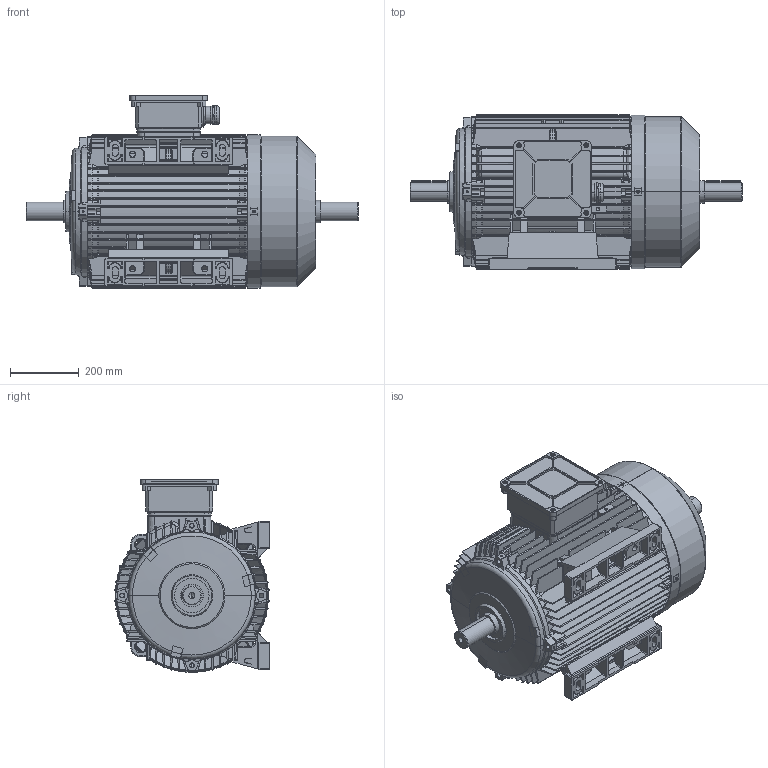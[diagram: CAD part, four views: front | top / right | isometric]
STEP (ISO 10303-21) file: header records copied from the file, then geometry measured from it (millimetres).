
FILE_DESCRIPTION (( 'STEP AP214' ), '1' );
FILE_NAME ('CA225 M-B3-IC411-2 POLES-TB RIGHT-DOUBLE SHAFT.STEP', '2024-09-23T08:53:00', ( '' ), ( '' ), 'SwSTEP 2.0', 'SolidWorks 2024', '' );
FILE_SCHEMA (( 'AUTOMOTIVE_DESIGN' ));
Length unit declared in the file: millimetre
Products named in the file (20): socket head cap screw_iso_ISO 4762 M6 x 25 --- 25C; Coperchio scatola morsetti 225T-250T; PRESSACAVO M50; Ventola 250T-7Pale-4Poli diam.380; Scudo serie 225M con fori encoder; Guarnizione scatola-motore 225-250T; parallel_din_Parallel key A16 x 10 x 100 DIN 6885; Albero 225M serie 2POLI ventilato; Carcassa 250T; Coperchietto interno d.140; Copriventola C250T; Piede 225M; Tappo M50; Scatola morsetti 225T-250T; chiodino targhetta d.3.2x6; Guarnizione scatola-coperchio 225T-250T; Targhetta motore_LAMIERA ALLUMINIO; Scudo serie 225M - rif. A27951_SENZA FORI COPERCHIETTO; Coprimorsettiera  225T-250T; CA225 M-B3-IC411-2 POLES-TB RIGHT-DOUBLE SHAFT
Assembly tree (25 placements, depth 3):
  CA225 M-B3-IC411-2 POLES-TB RIGHT-DOUBLE SHAFT
    Albero 225M serie 2POLI ventilato  x2
    parallel_din_Parallel key A16 x 10 x 100 DIN 6885  x2
    Coperchietto interno d.140
    Scudo serie 225M con fori encoder
    Scudo serie 225M - rif. A27951_SENZA FORI COPERCHIETTO
    Ventola 250T-7Pale-4Poli diam.380
    Copriventola C250T
    Targhetta motore_LAMIERA ALLUMINIO
    chiodino targhetta d.3.2x6
    Piede 225M  x2
    Coprimorsettiera  225T-250T
      Scatola morsetti 225T-250T
      Guarnizione scatola-coperchio 225T-250T
      Guarnizione scatola-motore 225-250T
      Coperchio scatola morsetti 225T-250T
      socket head cap screw_iso_ISO 4762 M6 x 25 --- 25C  x4
      Tappo M50
      PRESSACAVO M50
    Carcassa 250T
Bounding box: 965 x 449.37 x 562.43 mm (x, y, z)
Volume: 24294689.1 mm3; surface area: 5915603.7 mm2
Topology: 30 solids, 31 shells, 6435 faces, 17930 edges, 11500 vertices
Faces by surface type: plane 3649, cylinder 1471, torus 515, cone 449, bspline 299, sphere 52
Entity records: 216023 total; most frequent: CARTESIAN_POINT 62103, ORIENTED_EDGE 33590, DIRECTION 29243, EDGE_CURVE 16795, VECTOR 10885, LINE 10885, VERTEX_POINT 10872, AXIS2_PLACEMENT_3D 9179
